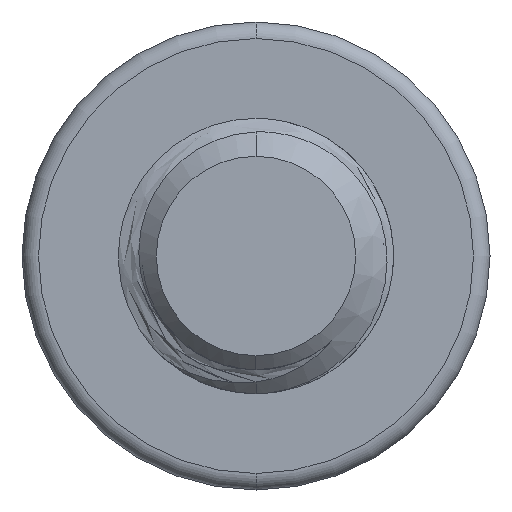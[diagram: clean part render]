
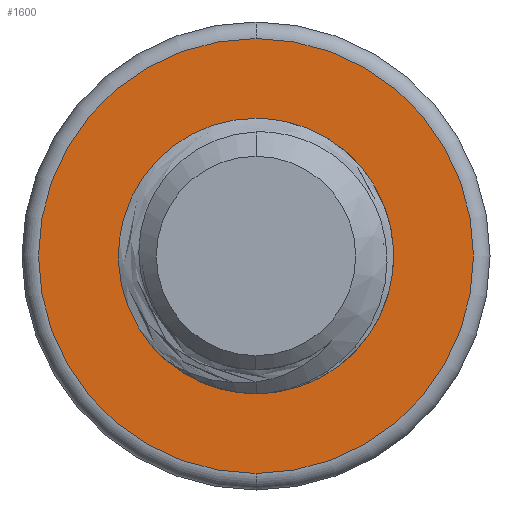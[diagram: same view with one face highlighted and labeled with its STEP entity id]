
A CAD part, front view. The second image highlights one B-rep face of the part: STEP entity #1600.
In plain terms, the highlighted planar face has unit normal (0, -1, 0).
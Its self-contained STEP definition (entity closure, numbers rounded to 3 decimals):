
#26 = CARTESIAN_POINT ( 'NONE',  ( 0., 15., -2.5 ) ) ;
#51 = CARTESIAN_POINT ( 'NONE',  ( -1.942, 15., -1.203 ) ) ;
#168 = CARTESIAN_POINT ( 'NONE',  ( 2.336, 15., -0.404 ) ) ;
#196 = AXIS2_PLACEMENT_3D ( 'NONE', #3664, #1639, #3264 ) ;
#307 = CARTESIAN_POINT ( 'NONE',  ( -1.259, 15., 1.645 ) ) ;
#365 = CARTESIAN_POINT ( 'NONE',  ( -1.365, 15., 1.558 ) ) ;
#501 = CARTESIAN_POINT ( 'NONE',  ( 2.315, 15., 0.159 ) ) ;
#577 = CARTESIAN_POINT ( 'NONE',  ( 2.162, 15., -1.134 ) ) ;
#586 = ORIENTED_EDGE ( 'NONE', *, *, #5262, .T. ) ;
#786 = CARTESIAN_POINT ( 'NONE',  ( -0.372, 15., -2.447 ) ) ;
#841 = CARTESIAN_POINT ( 'NONE',  ( 0., 15., -2.5 ) ) ;
#912 = EDGE_LOOP ( 'NONE', ( #3247, #2907, #2200, #4524 ) ) ;
#960 = DIRECTION ( 'NONE',  ( 0., 1., 0. ) ) ;
#961 = CARTESIAN_POINT ( 'NONE',  ( 1.976, 15., 1.03 ) ) ;
#986 = CARTESIAN_POINT ( 'NONE',  ( 0.973, 15., 1.857 ) ) ;
#1097 = CARTESIAN_POINT ( 'NONE',  ( 0., 15., -3.95 ) ) ;
#1174 = AXIS2_PLACEMENT_3D ( 'NONE', #4116, #960, #4544 ) ;
#1177 = B_SPLINE_CURVE_WITH_KNOTS ( 'NONE', 3,
 ( #2975, #986, #1387, #3023, #4644, #1409, #961, #2547, #4239, #501, #5071, #168, #3767, #2999, #577, #4167, #2213, #1819 ),
 .UNSPECIFIED., .F., .F.,
 ( 4, 2, 2, 2, 2, 2, 2, 2, 4 ),
 ( 0., 0.001, 0.001, 0.002, 0.002, 0.003, 0.003, 0.004, 0.004 ),
 .UNSPECIFIED. ) ;
#1187 = CARTESIAN_POINT ( 'NONE',  ( -0.901, 15., -2.25 ) ) ;
#1201 = CARTESIAN_POINT ( 'NONE',  ( 0.273, 15., 2.067 ) ) ;
#1292 = CARTESIAN_POINT ( 'NONE',  ( -2.153, 15., 0.079 ) ) ;
#1361 = PLANE ( 'NONE',  #1174 ) ;
#1387 = CARTESIAN_POINT ( 'NONE',  ( 1.144, 15., 1.78 ) ) ;
#1409 = CARTESIAN_POINT ( 'NONE',  ( 1.864, 15., 1.185 ) ) ;
#1496 = EDGE_CURVE ( 'NONE', #2204, #3874, #4323, .T. ) ;
#1600 = ADVANCED_FACE ( 'NONE', ( #2948, #4569 ), #1361, .F. ) ;
#1619 = B_SPLINE_CURVE_WITH_KNOTS ( 'NONE', 3,
 ( #3445, #2241, #4691, #365, #307, #3948, #3633, #1956, #2727, #4407, #4007, #1201, #3978, #2838 ),
 .UNSPECIFIED., .F., .F.,
 ( 4, 2, 2, 2, 2, 2, 4 ),
 ( 0., 0.001, 0.001, 0.002, 0.002, 0.002, 0.003 ),
 .UNSPECIFIED. ) ;
#1639 = DIRECTION ( 'NONE',  ( 0., -1., 0. ) ) ;
#1674 = CARTESIAN_POINT ( 'NONE',  ( -1.219, 15., -2.054 ) ) ;
#1819 = CARTESIAN_POINT ( 'NONE',  ( 1.768, 15., -1.768 ) ) ;
#1840 = CIRCLE ( 'NONE', #196, 3.95 ) ;
#1956 = CARTESIAN_POINT ( 'NONE',  ( -0.665, 15., 1.962 ) ) ;
#1964 = EDGE_CURVE ( 'NONE', #3327, #3796, #1177, .T. ) ;
#2027 = CARTESIAN_POINT ( 'NONE',  ( -2.169, 15., -0.107 ) ) ;
#2125 = CARTESIAN_POINT ( 'NONE',  ( -1.367, 15., -1.937 ) ) ;
#2200 = ORIENTED_EDGE ( 'NONE', *, *, #4566, .T. ) ;
#2204 = VERTEX_POINT ( 'NONE', #3977 ) ;
#2213 = CARTESIAN_POINT ( 'NONE',  ( 1.89, 15., -1.623 ) ) ;
#2241 = CARTESIAN_POINT ( 'NONE',  ( -1.805, 15., 1.043 ) ) ;
#2394 = CARTESIAN_POINT ( 'NONE',  ( 1.768, 15., -1.768 ) ) ;
#2527 = CARTESIAN_POINT ( 'NONE',  ( -0.727, 15., -2.33 ) ) ;
#2547 = CARTESIAN_POINT ( 'NONE',  ( 2.155, 15., 0.701 ) ) ;
#2712 = AXIS2_PLACEMENT_3D ( 'NONE', #3765, #4190, #2998 ) ;
#2727 = CARTESIAN_POINT ( 'NONE',  ( -0.533, 15., 2.002 ) ) ;
#2825 = CARTESIAN_POINT ( 'NONE',  ( -1.633, 15., -1.671 ) ) ;
#2838 = CARTESIAN_POINT ( 'NONE',  ( 0.791, 15., 1.91 ) ) ;
#2852 = CARTESIAN_POINT ( 'NONE',  ( -0.189, 15., -2.484 ) ) ;
#2907 = ORIENTED_EDGE ( 'NONE', *, *, #4538, .T. ) ;
#2930 = CARTESIAN_POINT ( 'NONE',  ( -2.068, 15., 0.448 ) ) ;
#2940 = EDGE_CURVE ( 'NONE', #3677, #3327, #1619, .T. ) ;
#2948 = FACE_OUTER_BOUND ( 'NONE', #3449, .T. ) ;
#2975 = CARTESIAN_POINT ( 'NONE',  ( 0.791, 15., 1.91 ) ) ;
#2998 = DIRECTION ( 'NONE',  ( 0., 0., 1. ) ) ;
#2999 = CARTESIAN_POINT ( 'NONE',  ( 2.227, 15., -0.955 ) ) ;
#3023 = CARTESIAN_POINT ( 'NONE',  ( 1.463, 15., 1.581 ) ) ;
#3247 = ORIENTED_EDGE ( 'NONE', *, *, #1964, .T. ) ;
#3264 = DIRECTION ( 'NONE',  ( 0., 0., 1. ) ) ;
#3300 = CARTESIAN_POINT ( 'NONE',  ( -2.125, 15., -0.67 ) ) ;
#3327 = VERTEX_POINT ( 'NONE', #4539 ) ;
#3380 = AXIS2_PLACEMENT_3D ( 'NONE', #4123, #3699, #3723 ) ;
#3445 = CARTESIAN_POINT ( 'NONE',  ( -1.91, 15., 0.791 ) ) ;
#3449 = EDGE_LOOP ( 'NONE', ( #3935, #586 ) ) ;
#3633 = CARTESIAN_POINT ( 'NONE',  ( -0.915, 15., 1.859 ) ) ;
#3664 = CARTESIAN_POINT ( 'NONE',  ( 0., 15., 0. ) ) ;
#3677 = VERTEX_POINT ( 'NONE', #3873 ) ;
#3699 = DIRECTION ( 'NONE',  ( 0., 1., 0. ) ) ;
#3723 = DIRECTION ( 'NONE',  ( 0., 0., 1. ) ) ;
#3731 = B_SPLINE_CURVE_WITH_KNOTS ( 'NONE', 3,
 ( #26, #2852, #786, #2527, #1187, #1674, #2125, #2825, #4149, #51, #4477, #3300, #4948, #2027, #1292, #2930, #4551, #4450 ),
 .UNSPECIFIED., .F., .F.,
 ( 4, 2, 2, 2, 2, 2, 2, 2, 4 ),
 ( 0., 0.001, 0.001, 0.002, 0.002, 0.003, 0.003, 0.004, 0.004 ),
 .UNSPECIFIED. ) ;
#3765 = CARTESIAN_POINT ( 'NONE',  ( 0., 15., 0. ) ) ;
#3767 = CARTESIAN_POINT ( 'NONE',  ( 2.314, 15., -0.591 ) ) ;
#3796 = VERTEX_POINT ( 'NONE', #2394 ) ;
#3873 = CARTESIAN_POINT ( 'NONE',  ( -1.91, 15., 0.791 ) ) ;
#3874 = VERTEX_POINT ( 'NONE', #1097 ) ;
#3935 = ORIENTED_EDGE ( 'NONE', *, *, #1496, .T. ) ;
#3948 = CARTESIAN_POINT ( 'NONE',  ( -1.033, 15., 1.795 ) ) ;
#3977 = CARTESIAN_POINT ( 'NONE',  ( 0., 15., 3.95 ) ) ;
#3978 = CARTESIAN_POINT ( 'NONE',  ( 0.539, 15., 2.014 ) ) ;
#4007 = CARTESIAN_POINT ( 'NONE',  ( -0.135, 15., 2.067 ) ) ;
#4116 = CARTESIAN_POINT ( 'NONE',  ( 0., 15., 0. ) ) ;
#4123 = CARTESIAN_POINT ( 'NONE',  ( 0., 15., 0. ) ) ;
#4147 = VERTEX_POINT ( 'NONE', #841 ) ;
#4149 = CARTESIAN_POINT ( 'NONE',  ( -1.749, 15., -1.524 ) ) ;
#4167 = CARTESIAN_POINT ( 'NONE',  ( 1.993, 15., -1.467 ) ) ;
#4190 = DIRECTION ( 'NONE',  ( 0., -1., 0. ) ) ;
#4224 = CIRCLE ( 'NONE', #3380, 2.5 ) ;
#4239 = CARTESIAN_POINT ( 'NONE',  ( 2.224, 15., 0.524 ) ) ;
#4323 = CIRCLE ( 'NONE', #2712, 3.95 ) ;
#4407 = CARTESIAN_POINT ( 'NONE',  ( -0.269, 15., 2.054 ) ) ;
#4450 = CARTESIAN_POINT ( 'NONE',  ( -1.91, 15., 0.791 ) ) ;
#4477 = CARTESIAN_POINT ( 'NONE',  ( -2.019, 15., -1.028 ) ) ;
#4524 = ORIENTED_EDGE ( 'NONE', *, *, #2940, .T. ) ;
#4538 = EDGE_CURVE ( 'NONE', #3796, #4147, #4224, .T. ) ;
#4539 = CARTESIAN_POINT ( 'NONE',  ( 0.791, 15., 1.91 ) ) ;
#4544 = DIRECTION ( 'NONE',  ( 0., 0., 1. ) ) ;
#4551 = CARTESIAN_POINT ( 'NONE',  ( -2.001, 15., 0.625 ) ) ;
#4566 = EDGE_CURVE ( 'NONE', #4147, #3677, #3731, .T. ) ;
#4569 = FACE_BOUND ( 'NONE', #912, .T. ) ;
#4644 = CARTESIAN_POINT ( 'NONE',  ( 1.609, 15., 1.459 ) ) ;
#4691 = CARTESIAN_POINT ( 'NONE',  ( -1.651, 15., 1.273 ) ) ;
#4948 = CARTESIAN_POINT ( 'NONE',  ( -2.156, 15., -0.482 ) ) ;
#5071 = CARTESIAN_POINT ( 'NONE',  ( 2.336, 15., -0.027 ) ) ;
#5262 = EDGE_CURVE ( 'NONE', #3874, #2204, #1840, .T. ) ;
